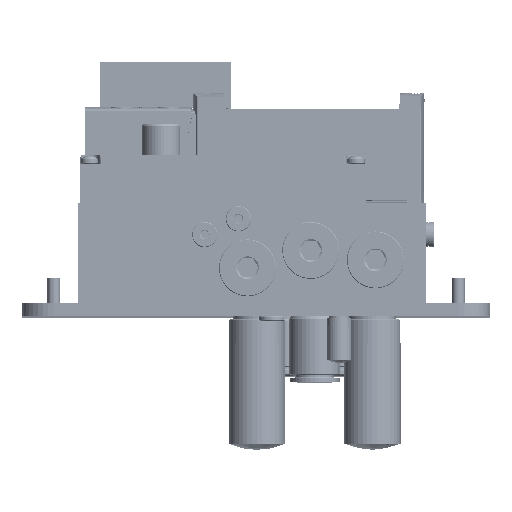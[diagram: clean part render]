
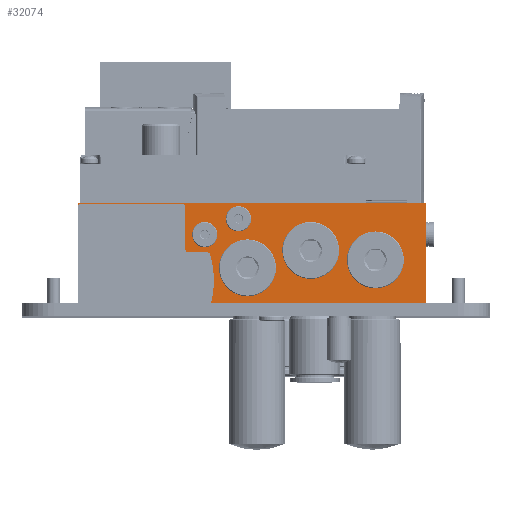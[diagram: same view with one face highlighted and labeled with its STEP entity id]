
A CAD part, top view. The second image highlights one B-rep face of the part: STEP entity #32074.
In plain terms, the highlighted face is planar.
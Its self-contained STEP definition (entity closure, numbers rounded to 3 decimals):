
#1832=FACE_BOUND('',#8160,.T.);
#1833=FACE_BOUND('',#8161,.T.);
#1834=FACE_BOUND('',#8162,.T.);
#1835=FACE_BOUND('',#8163,.T.);
#1836=FACE_BOUND('',#8164,.T.);
#3314=CIRCLE('',#34697,1.);
#3316=CIRCLE('',#34701,1.);
#3318=CIRCLE('',#34704,1.);
#3320=CIRCLE('',#34708,1.);
#3322=CIRCLE('',#34712,1.);
#3324=CIRCLE('',#34716,1.);
#3326=CIRCLE('',#34719,27.5);
#3328=CIRCLE('',#34723,6.579);
#3329=CIRCLE('',#34724,6.579);
#3330=CIRCLE('',#34725,6.579);
#3331=CIRCLE('',#34726,2.5);
#3332=CIRCLE('',#34727,2.5);
#5737=FACE_OUTER_BOUND('',#8159,.T.);
#8159=EDGE_LOOP('',(#24563,#24564,#24565,#24566,#24567,#24568,#24569,#24570,
#24571,#24572,#24573,#24574,#24575,#24576,#24577,#24578));
#8160=EDGE_LOOP('',(#24579));
#8161=EDGE_LOOP('',(#24580));
#8162=EDGE_LOOP('',(#24581));
#8163=EDGE_LOOP('',(#24582));
#8164=EDGE_LOOP('',(#24583));
#10918=LINE('',#48345,#13091);
#11127=LINE('',#48956,#13300);
#11486=LINE('',#50559,#13659);
#11492=LINE('',#50580,#13665);
#11496=LINE('',#50592,#13669);
#11500=LINE('',#50604,#13673);
#11505=LINE('',#50620,#13678);
#11506=LINE('',#50621,#13679);
#11507=LINE('',#50622,#13680);
#13091=VECTOR('',#38159,10.);
#13300=VECTOR('',#38722,10.);
#13659=VECTOR('',#40399,10.);
#13665=VECTOR('',#40419,10.);
#13669=VECTOR('',#40431,10.);
#13673=VECTOR('',#40443,10.);
#13678=VECTOR('',#40464,10.);
#13679=VECTOR('',#40465,10.);
#13680=VECTOR('',#40466,10.);
#15219=VERTEX_POINT('',#48343);
#15220=VERTEX_POINT('',#48344);
#15444=VERTEX_POINT('',#48954);
#15445=VERTEX_POINT('',#48955);
#16026=VERTEX_POINT('',#50549);
#16027=VERTEX_POINT('',#50550);
#16030=VERTEX_POINT('',#50558);
#16032=VERTEX_POINT('',#50564);
#16034=VERTEX_POINT('',#50570);
#16035=VERTEX_POINT('',#50571);
#16038=VERTEX_POINT('',#50579);
#16040=VERTEX_POINT('',#50585);
#16042=VERTEX_POINT('',#50591);
#16044=VERTEX_POINT('',#50597);
#16046=VERTEX_POINT('',#50603);
#16048=VERTEX_POINT('',#50609);
#16050=VERTEX_POINT('',#50623);
#16051=VERTEX_POINT('',#50625);
#16052=VERTEX_POINT('',#50627);
#16053=VERTEX_POINT('',#50629);
#16054=VERTEX_POINT('',#50631);
#18420=EDGE_CURVE('',#15219,#15220,#10918,.T.);
#18720=EDGE_CURVE('',#15444,#15445,#11127,.T.);
#19414=EDGE_CURVE('',#16026,#16027,#3314,.T.);
#19418=EDGE_CURVE('',#16027,#16030,#11486,.T.);
#19421=EDGE_CURVE('',#16030,#16032,#3316,.T.);
#19424=EDGE_CURVE('',#16034,#16035,#3318,.T.);
#19428=EDGE_CURVE('',#16035,#16038,#11492,.T.);
#19431=EDGE_CURVE('',#16038,#16040,#3320,.T.);
#19434=EDGE_CURVE('',#16040,#16042,#11496,.T.);
#19437=EDGE_CURVE('',#16042,#16044,#3322,.T.);
#19440=EDGE_CURVE('',#16044,#16046,#11500,.T.);
#19443=EDGE_CURVE('',#16046,#16048,#3324,.T.);
#19446=EDGE_CURVE('',#16048,#16026,#3326,.T.);
#19449=EDGE_CURVE('',#15220,#16032,#11505,.T.);
#19450=EDGE_CURVE('',#15445,#15219,#11506,.T.);
#19451=EDGE_CURVE('',#16034,#15444,#11507,.T.);
#19452=EDGE_CURVE('',#16050,#16050,#3328,.T.);
#19453=EDGE_CURVE('',#16051,#16051,#3329,.T.);
#19454=EDGE_CURVE('',#16052,#16052,#3330,.T.);
#19455=EDGE_CURVE('',#16053,#16053,#3331,.T.);
#19456=EDGE_CURVE('',#16054,#16054,#3332,.T.);
#24563=ORIENTED_EDGE('',*,*,#19424,.T.);
#24564=ORIENTED_EDGE('',*,*,#19428,.T.);
#24565=ORIENTED_EDGE('',*,*,#19431,.T.);
#24566=ORIENTED_EDGE('',*,*,#19434,.T.);
#24567=ORIENTED_EDGE('',*,*,#19437,.T.);
#24568=ORIENTED_EDGE('',*,*,#19440,.T.);
#24569=ORIENTED_EDGE('',*,*,#19443,.T.);
#24570=ORIENTED_EDGE('',*,*,#19446,.T.);
#24571=ORIENTED_EDGE('',*,*,#19414,.T.);
#24572=ORIENTED_EDGE('',*,*,#19418,.T.);
#24573=ORIENTED_EDGE('',*,*,#19421,.T.);
#24574=ORIENTED_EDGE('',*,*,#19449,.F.);
#24575=ORIENTED_EDGE('',*,*,#18420,.F.);
#24576=ORIENTED_EDGE('',*,*,#19450,.F.);
#24577=ORIENTED_EDGE('',*,*,#18720,.F.);
#24578=ORIENTED_EDGE('',*,*,#19451,.F.);
#24579=ORIENTED_EDGE('',*,*,#19452,.T.);
#24580=ORIENTED_EDGE('',*,*,#19453,.T.);
#24581=ORIENTED_EDGE('',*,*,#19454,.T.);
#24582=ORIENTED_EDGE('',*,*,#19455,.T.);
#24583=ORIENTED_EDGE('',*,*,#19456,.T.);
#30886=PLANE('',#34722);
#32074=ADVANCED_FACE('',(#5737,#1832,#1833,#1834,#1835,#1836),#30886,.F.);
#34697=AXIS2_PLACEMENT_3D('',#50551,#40391,#40392);
#34701=AXIS2_PLACEMENT_3D('',#50565,#40404,#40405);
#34704=AXIS2_PLACEMENT_3D('',#50572,#40411,#40412);
#34708=AXIS2_PLACEMENT_3D('',#50586,#40424,#40425);
#34712=AXIS2_PLACEMENT_3D('',#50598,#40436,#40437);
#34716=AXIS2_PLACEMENT_3D('',#50610,#40448,#40449);
#34719=AXIS2_PLACEMENT_3D('',#50615,#40455,#40456);
#34722=AXIS2_PLACEMENT_3D('',#50619,#40462,#40463);
#34723=AXIS2_PLACEMENT_3D('',#50624,#40467,#40468);
#34724=AXIS2_PLACEMENT_3D('',#50626,#40469,#40470);
#34725=AXIS2_PLACEMENT_3D('',#50628,#40471,#40472);
#34726=AXIS2_PLACEMENT_3D('',#50630,#40473,#40474);
#34727=AXIS2_PLACEMENT_3D('',#50632,#40475,#40476);
#38159=DIRECTION('',(1.,0.,0.));
#38722=DIRECTION('',(-1.,0.,0.));
#40391=DIRECTION('center_axis',(0.,0.,1.));
#40392=DIRECTION('ref_axis',(-0.955,-0.298,0.));
#40399=DIRECTION('',(1.,0.,0.));
#40404=DIRECTION('center_axis',(0.,0.,1.));
#40405=DIRECTION('ref_axis',(0.,-1.,0.));
#40411=DIRECTION('center_axis',(0.,0.,1.));
#40412=DIRECTION('ref_axis',(1.,0.,0.));
#40419=DIRECTION('',(-1.,0.,0.));
#40424=DIRECTION('center_axis',(0.,0.,1.));
#40425=DIRECTION('ref_axis',(0.,1.,0.));
#40431=DIRECTION('',(0.,-1.,0.));
#40436=DIRECTION('center_axis',(0.,0.,-1.));
#40437=DIRECTION('ref_axis',(0.,1.,0.));
#40443=DIRECTION('',(-1.,0.,0.));
#40448=DIRECTION('center_axis',(0.,0.,1.));
#40449=DIRECTION('ref_axis',(0.,1.,0.));
#40455=DIRECTION('center_axis',(0.,0.,1.));
#40456=DIRECTION('ref_axis',(-0.955,0.298,0.));
#40462=DIRECTION('center_axis',(0.,0.,1.));
#40463=DIRECTION('ref_axis',(1.,0.,0.));
#40464=DIRECTION('',(0.,1.,0.));
#40465=DIRECTION('',(0.,-1.,0.));
#40466=DIRECTION('',(0.,1.,0.));
#40467=DIRECTION('center_axis',(0.,0.,1.));
#40468=DIRECTION('ref_axis',(-1.,0.,0.));
#40469=DIRECTION('center_axis',(0.,0.,1.));
#40470=DIRECTION('ref_axis',(-1.,0.,0.));
#40471=DIRECTION('center_axis',(0.,0.,1.));
#40472=DIRECTION('ref_axis',(-1.,0.,0.));
#40473=DIRECTION('center_axis',(0.,0.,1.));
#40474=DIRECTION('ref_axis',(0.,-1.,0.));
#40475=DIRECTION('center_axis',(0.,0.,1.));
#40476=DIRECTION('ref_axis',(0.,-1.,0.));
#48343=CARTESIAN_POINT('',(0.,-33.8,0.));
#48344=CARTESIAN_POINT('',(110.,-33.8,0.));
#48345=CARTESIAN_POINT('',(0.,-33.8,0.));
#48954=CARTESIAN_POINT('',(110.,0.,0.));
#48955=CARTESIAN_POINT('',(0.,0.,0.));
#48956=CARTESIAN_POINT('',(110.,0.,0.));
#50549=CARTESIAN_POINT('',(68.25,-32.798,0.));
#50550=CARTESIAN_POINT('',(69.205,-33.5,0.));
#50551=CARTESIAN_POINT('Origin',(69.205,-32.5,0.));
#50558=CARTESIAN_POINT('',(109.,-33.5,0.));
#50559=CARTESIAN_POINT('',(82.,-33.5,0.));
#50564=CARTESIAN_POINT('',(110.,-32.5,0.));
#50565=CARTESIAN_POINT('Origin',(109.,-32.5,0.));
#50570=CARTESIAN_POINT('',(110.,-1.3,0.));
#50571=CARTESIAN_POINT('',(109.,-0.3,0.));
#50572=CARTESIAN_POINT('Origin',(109.,-1.3,0.));
#50579=CARTESIAN_POINT('',(77.1,-0.3,0.));
#50580=CARTESIAN_POINT('',(66.05,-0.3,0.));
#50585=CARTESIAN_POINT('',(76.1,-1.3,0.));
#50586=CARTESIAN_POINT('Origin',(77.1,-1.3,0.));
#50591=CARTESIAN_POINT('',(76.1,-14.7,0.));
#50592=CARTESIAN_POINT('',(76.1,-15.8,0.));
#50597=CARTESIAN_POINT('',(75.1,-15.7,0.));
#50598=CARTESIAN_POINT('Origin',(75.1,-14.7,0.));
#50603=CARTESIAN_POINT('',(69.205,-15.7,0.));
#50604=CARTESIAN_POINT('',(62.102,-15.7,0.));
#50609=CARTESIAN_POINT('',(68.25,-16.402,0.));
#50610=CARTESIAN_POINT('Origin',(69.205,-16.7,0.));
#50615=CARTESIAN_POINT('Origin',(94.5,-24.6,0.));
#50619=CARTESIAN_POINT('Origin',(55.,-16.9,0.));
#50620=CARTESIAN_POINT('',(110.,-33.8,0.));
#50621=CARTESIAN_POINT('',(0.,0.,0.));
#50622=CARTESIAN_POINT('',(110.,-33.8,0.));
#50623=CARTESIAN_POINT('',(9.422,-18.1,0.));
#50624=CARTESIAN_POINT('Origin',(16.,-18.1,0.));
#50625=CARTESIAN_POINT('',(29.872,-15.1,0.));
#50626=CARTESIAN_POINT('Origin',(36.45,-15.1,0.));
#50627=CARTESIAN_POINT('',(49.872,-20.6,0.));
#50628=CARTESIAN_POINT('Origin',(56.45,-20.6,0.));
#50629=CARTESIAN_POINT('',(59.3,-7.6,0.));
#50630=CARTESIAN_POINT('Origin',(59.3,-5.1,0.));
#50631=CARTESIAN_POINT('',(69.95,-12.6,0.));
#50632=CARTESIAN_POINT('Origin',(69.95,-10.1,0.));
